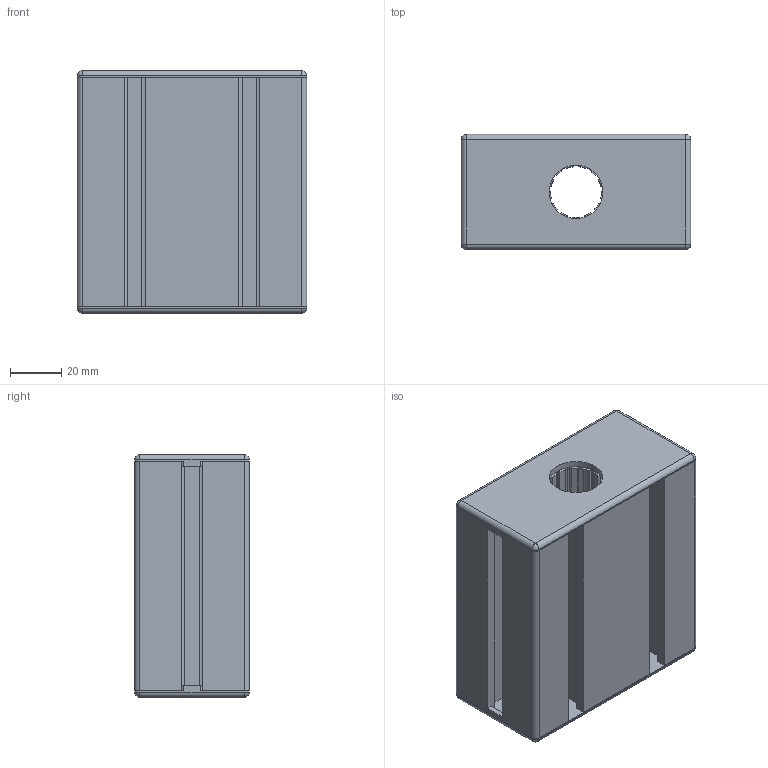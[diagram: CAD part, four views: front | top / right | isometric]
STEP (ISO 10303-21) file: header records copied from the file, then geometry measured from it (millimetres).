
FILE_DESCRIPTION((''),'2;1');
FILE_NAME('850005.ipt.stp','2010-09-05T11:46:30',(''),(''),'Autodesk Inventor 2010','Autodesk Inventor 2010','');
FILE_SCHEMA(('AUTOMOTIVE_DESIGN { 1 0 10303 214 1 1 1 1 }'));
Length unit declared in the file: millimetre
Products named in the file (1): 850005
Bounding box: 90 x 45 x 95 mm (x, y, z)
Volume: 195611.4 mm3; surface area: 115465.6 mm2
Topology: 7 solids, 27 shells, 596 faces, 1528 edges, 992 vertices
Faces by surface type: plane 302, cylinder 208, bspline 44, cone 22, torus 12, sphere 8
Full cylindrical faces by diameter (mm): 3 x2, 3.8 x2, 7.2 x4, 8 x2, 29.5 x4, 32 x6
Entity records: 19621 total; most frequent: CARTESIAN_POINT 4707, DIRECTION 2946, ORIENTED_EDGE 2928, EDGE_CURVE 1464, AXIS2_PLACEMENT_3D 1029, VERTEX_POINT 976, VECTOR 888, LINE 888
